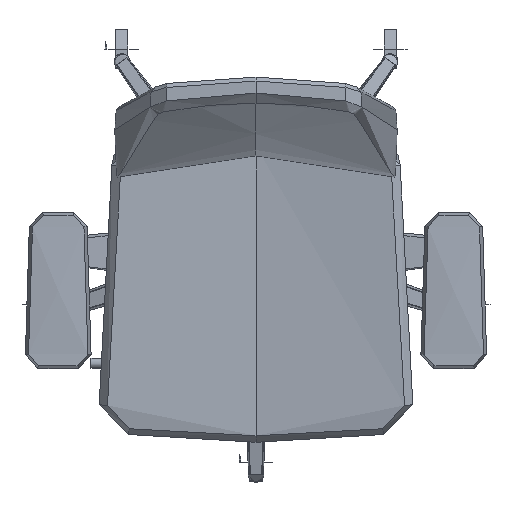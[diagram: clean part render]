
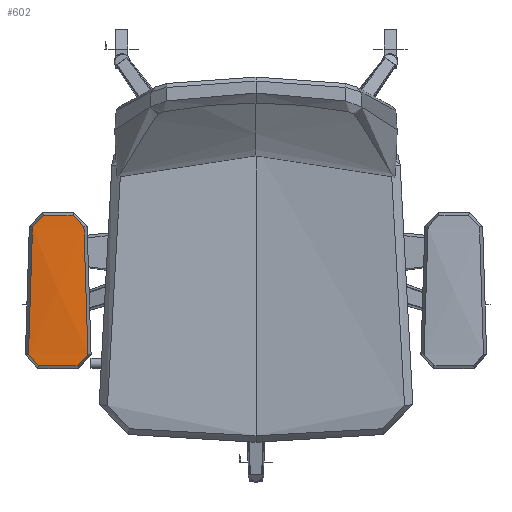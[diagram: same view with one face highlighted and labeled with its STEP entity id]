
A CAD part, top view. The second image highlights one B-rep face of the part: STEP entity #602.
In plain terms, the highlighted free-form (B-spline) face has degree [3, 3] with [5, 5] control points.
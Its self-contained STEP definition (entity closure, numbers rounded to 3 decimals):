
#602=ADVANCED_FACE('',(#1050),#6424,.T.);
#1050=FACE_OUTER_BOUND('',#1498,.T.);
#1498=EDGE_LOOP('',(#2787,#2788,#2789,#2790,#2791,#2792,#2793,#2794));
#2787=ORIENTED_EDGE('',*,*,#4215,.F.);
#2788=ORIENTED_EDGE('',*,*,#4214,.F.);
#2789=ORIENTED_EDGE('',*,*,#4213,.F.);
#2790=ORIENTED_EDGE('',*,*,#4225,.F.);
#2791=ORIENTED_EDGE('',*,*,#4212,.F.);
#2792=ORIENTED_EDGE('',*,*,#4211,.F.);
#2793=ORIENTED_EDGE('',*,*,#4210,.F.);
#2794=ORIENTED_EDGE('',*,*,#4224,.F.);
#4210=EDGE_CURVE('',#6067,#6068,#4947,.T.);
#4211=EDGE_CURVE('',#6068,#6069,#4948,.T.);
#4212=EDGE_CURVE('',#6069,#6070,#4949,.T.);
#4213=EDGE_CURVE('',#6071,#6072,#4950,.T.);
#4214=EDGE_CURVE('',#6072,#6073,#4951,.T.);
#4215=EDGE_CURVE('',#6073,#6066,#4952,.T.);
#4224=EDGE_CURVE('',#6066,#6067,#4953,.T.);
#4225=EDGE_CURVE('',#6070,#6071,#4954,.T.);
#4947=B_SPLINE_CURVE_WITH_KNOTS('',3,(#27664,#27665,#27666,#27667,#27668,
#27669,#27670),.UNSPECIFIED.,.F.,.F.,(4,3,4),(0.,12.445,24.857),
 .UNSPECIFIED.);
#4948=B_SPLINE_CURVE_WITH_KNOTS('',3,(#27671,#27672,#27673,#27674,#27675,
#27676,#27677,#27678,#27679,#27680,#27681),.UNSPECIFIED.,.F.,.F.,(4,2,3,
2,4),(0.,14.817,29.633,44.448,59.265),
 .UNSPECIFIED.);
#4949=B_SPLINE_CURVE_WITH_KNOTS('',3,(#27682,#27683,#27684,#27685,#27686,
#27687,#27688),.UNSPECIFIED.,.F.,.F.,(4,3,4),(0.,12.412,24.857),
 .UNSPECIFIED.);
#4950=B_SPLINE_CURVE_WITH_KNOTS('',3,(#27689,#27690,#27691,#27692,#27693,
#27694,#27695),.UNSPECIFIED.,.F.,.F.,(4,3,4),(0.,12.85,25.723),
 .UNSPECIFIED.);
#4951=B_SPLINE_CURVE_WITH_KNOTS('',3,(#27696,#27697,#27698,#27699,#27700,
#27701,#27702),.UNSPECIFIED.,.F.,.F.,(4,3,4),(0.,22.404,44.809),
 .UNSPECIFIED.);
#4952=B_SPLINE_CURVE_WITH_KNOTS('',3,(#27703,#27704,#27705,#27706,#27707,
#27708,#27709),.UNSPECIFIED.,.F.,.F.,(4,3,4),(0.,12.873,25.723),
 .UNSPECIFIED.);
#4953=B_SPLINE_CURVE_WITH_KNOTS('',3,(#27726,#27727,#27728,#27729,#27730,
#27731,#27732,#27733,#27734,#27735,#27736),.UNSPECIFIED.,.F.,.F.,(4,2,3,
2,4),(0.,47.289,94.941,141.92,188.907),
 .UNSPECIFIED.);
#4954=B_SPLINE_CURVE_WITH_KNOTS('',3,(#27737,#27738,#27739,#27740,#27741,
#27742,#27743,#27744,#27745,#27746,#27747),.UNSPECIFIED.,.F.,.F.,(4,2,3,
2,4),(0.,46.987,93.966,141.618,188.907),
 .UNSPECIFIED.);
#6066=VERTEX_POINT('',#27592);
#6067=VERTEX_POINT('',#27593);
#6068=VERTEX_POINT('',#27594);
#6069=VERTEX_POINT('',#27595);
#6070=VERTEX_POINT('',#27596);
#6071=VERTEX_POINT('',#27597);
#6072=VERTEX_POINT('',#27598);
#6073=VERTEX_POINT('',#27599);
#6424=B_SPLINE_SURFACE_WITH_KNOTS('',3,3,((#27551,#27552,#27553,#27554,
#27555),(#27556,#27557,#27558,#27559,#27560),(#27561,#27562,#27563,#27564,
#27565),(#27566,#27567,#27568,#27569,#27570),(#27571,#27572,#27573,#27574,
#27575)),.UNSPECIFIED.,.F.,.F.,.F.,(4,1,4),(4,1,4),(0.,46.393,
92.785),(0.,115.149,230.299),.UNSPECIFIED.);
#27551=CARTESIAN_POINT('',(-339.629,-182.146,670.683));
#27552=CARTESIAN_POINT('',(-339.629,-143.813,671.021));
#27553=CARTESIAN_POINT('',(-339.629,-67.147,671.023));
#27554=CARTESIAN_POINT('',(-339.629,9.519,671.021));
#27555=CARTESIAN_POINT('',(-339.629,47.852,670.683));
#27556=CARTESIAN_POINT('',(-324.296,-182.146,671.146));
#27557=CARTESIAN_POINT('',(-324.296,-143.813,674.226));
#27558=CARTESIAN_POINT('',(-324.296,-67.147,674.18));
#27559=CARTESIAN_POINT('',(-324.296,9.519,674.226));
#27560=CARTESIAN_POINT('',(-324.296,47.852,671.146));
#27561=CARTESIAN_POINT('',(-293.63,-182.146,671.146));
#27562=CARTESIAN_POINT('',(-293.63,-143.813,674.208));
#27563=CARTESIAN_POINT('',(-293.63,-67.147,676.288));
#27564=CARTESIAN_POINT('',(-293.63,9.519,674.208));
#27565=CARTESIAN_POINT('',(-293.63,47.852,671.146));
#27566=CARTESIAN_POINT('',(-262.965,-182.146,671.146));
#27567=CARTESIAN_POINT('',(-262.965,-143.813,674.226));
#27568=CARTESIAN_POINT('',(-262.965,-67.147,674.18));
#27569=CARTESIAN_POINT('',(-262.965,9.519,674.226));
#27570=CARTESIAN_POINT('',(-262.965,47.852,671.146));
#27571=CARTESIAN_POINT('',(-247.632,-182.146,670.683));
#27572=CARTESIAN_POINT('',(-247.632,-143.813,671.021));
#27573=CARTESIAN_POINT('',(-247.632,-67.147,671.023));
#27574=CARTESIAN_POINT('',(-247.632,9.519,671.021));
#27575=CARTESIAN_POINT('',(-247.632,47.852,670.683));
#27592=CARTESIAN_POINT('',(-255.483,27.539,671.554));
#27593=CARTESIAN_POINT('',(-249.52,-161.082,671.039));
#27594=CARTESIAN_POINT('',(-264.227,-178.351,671.252));
#27595=CARTESIAN_POINT('',(-323.034,-178.351,671.252));
#27596=CARTESIAN_POINT('',(-337.74,-161.082,671.039));
#27597=CARTESIAN_POINT('',(-331.777,27.539,671.554));
#27598=CARTESIAN_POINT('',(-315.859,44.982,671.296));
#27599=CARTESIAN_POINT('',(-271.402,44.982,671.296));
#27664=CARTESIAN_POINT('',(-249.52,-161.082,671.039));
#27665=CARTESIAN_POINT('',(-249.695,-165.189,671.01));
#27666=CARTESIAN_POINT('',(-251.266,-169.115,671.106));
#27667=CARTESIAN_POINT('',(-253.933,-172.235,671.161));
#27668=CARTESIAN_POINT('',(-256.594,-175.349,671.215));
#27669=CARTESIAN_POINT('',(-260.215,-177.509,671.223));
#27670=CARTESIAN_POINT('',(-264.227,-178.351,671.252));
#27671=CARTESIAN_POINT('',(-264.227,-178.351,671.252));
#27672=CARTESIAN_POINT('',(-269.062,-179.366,671.287));
#27673=CARTESIAN_POINT('',(-273.935,-180.142,671.266));
#27674=CARTESIAN_POINT('',(-283.761,-181.184,671.224));
#27675=CARTESIAN_POINT('',(-288.69,-181.448,671.202));
#27676=CARTESIAN_POINT('',(-293.63,-181.448,671.202));
#27677=CARTESIAN_POINT('',(-298.571,-181.448,671.202));
#27678=CARTESIAN_POINT('',(-303.5,-181.184,671.224));
#27679=CARTESIAN_POINT('',(-313.325,-180.142,671.266));
#27680=CARTESIAN_POINT('',(-318.198,-179.366,671.287));
#27681=CARTESIAN_POINT('',(-323.034,-178.351,671.252));
#27682=CARTESIAN_POINT('',(-323.034,-178.351,671.252));
#27683=CARTESIAN_POINT('',(-327.045,-177.509,671.223));
#27684=CARTESIAN_POINT('',(-330.666,-175.349,671.215));
#27685=CARTESIAN_POINT('',(-333.327,-172.235,671.161));
#27686=CARTESIAN_POINT('',(-335.994,-169.115,671.106));
#27687=CARTESIAN_POINT('',(-337.566,-165.189,671.01));
#27688=CARTESIAN_POINT('',(-337.74,-161.082,671.039));
#27689=CARTESIAN_POINT('',(-331.777,27.539,671.554));
#27690=CARTESIAN_POINT('',(-331.351,31.763,671.472));
#27691=CARTESIAN_POINT('',(-329.558,35.738,671.463));
#27692=CARTESIAN_POINT('',(-326.699,38.872,671.421));
#27693=CARTESIAN_POINT('',(-323.834,42.014,671.379));
#27694=CARTESIAN_POINT('',(-320.034,44.164,671.31));
#27695=CARTESIAN_POINT('',(-315.859,44.982,671.296));
#27696=CARTESIAN_POINT('',(-315.859,44.982,671.296));
#27697=CARTESIAN_POINT('',(-308.525,46.418,671.271));
#27698=CARTESIAN_POINT('',(-301.104,47.154,671.202));
#27699=CARTESIAN_POINT('',(-293.63,47.154,671.202));
#27700=CARTESIAN_POINT('',(-286.156,47.154,671.202));
#27701=CARTESIAN_POINT('',(-278.735,46.418,671.271));
#27702=CARTESIAN_POINT('',(-271.402,44.982,671.296));
#27703=CARTESIAN_POINT('',(-271.402,44.982,671.296));
#27704=CARTESIAN_POINT('',(-267.227,44.164,671.31));
#27705=CARTESIAN_POINT('',(-263.427,42.014,671.379));
#27706=CARTESIAN_POINT('',(-260.562,38.872,671.421));
#27707=CARTESIAN_POINT('',(-257.703,35.738,671.463));
#27708=CARTESIAN_POINT('',(-255.909,31.763,671.472));
#27709=CARTESIAN_POINT('',(-255.483,27.539,671.554));
#27726=CARTESIAN_POINT('',(-255.483,27.539,671.554));
#27727=CARTESIAN_POINT('',(-253.901,11.855,671.858));
#27728=CARTESIAN_POINT('',(-252.494,-4.022,671.799));
#27729=CARTESIAN_POINT('',(-250.263,-35.594,671.559));
#27730=CARTESIAN_POINT('',(-249.438,-51.269,671.386));
#27731=CARTESIAN_POINT('',(-248.925,-67.147,671.284));
#27732=CARTESIAN_POINT('',(-248.418,-82.823,671.184));
#27733=CARTESIAN_POINT('',(-248.225,-98.436,671.145));
#27734=CARTESIAN_POINT('',(-248.442,-129.807,671.123));
#27735=CARTESIAN_POINT('',(-248.854,-145.41,671.151));
#27736=CARTESIAN_POINT('',(-249.52,-161.082,671.039));
#27737=CARTESIAN_POINT('',(-337.74,-161.082,671.039));
#27738=CARTESIAN_POINT('',(-338.407,-145.41,671.151));
#27739=CARTESIAN_POINT('',(-338.819,-129.807,671.123));
#27740=CARTESIAN_POINT('',(-339.035,-98.436,671.145));
#27741=CARTESIAN_POINT('',(-338.842,-82.823,671.184));
#27742=CARTESIAN_POINT('',(-338.336,-67.147,671.284));
#27743=CARTESIAN_POINT('',(-337.823,-51.269,671.386));
#27744=CARTESIAN_POINT('',(-336.997,-35.594,671.559));
#27745=CARTESIAN_POINT('',(-334.767,-4.022,671.799));
#27746=CARTESIAN_POINT('',(-333.36,11.855,671.858));
#27747=CARTESIAN_POINT('',(-331.777,27.539,671.554));
